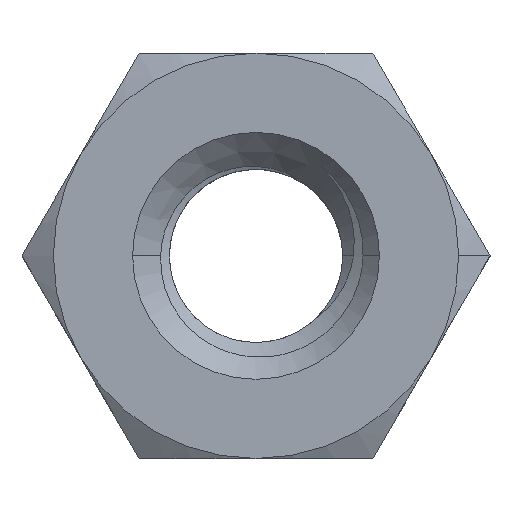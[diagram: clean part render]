
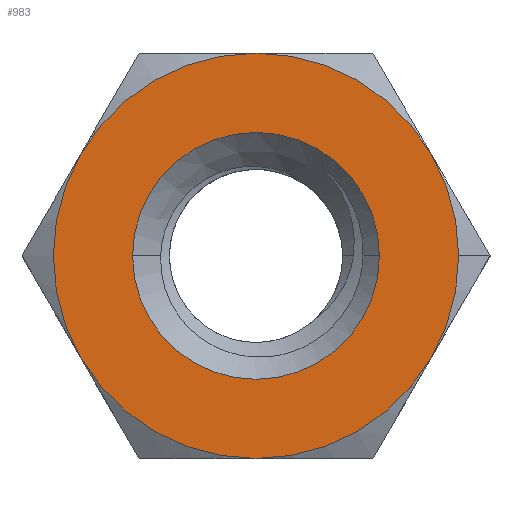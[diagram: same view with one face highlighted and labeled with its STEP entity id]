
A CAD part, top view. The second image highlights one B-rep face of the part: STEP entity #983.
In plain terms, the highlighted planar face has unit normal (0, 0, 1).
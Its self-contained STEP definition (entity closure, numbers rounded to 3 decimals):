
#107=VERTEX_POINT('NONE',#108);
#108=CARTESIAN_POINT('',(-1.675,0.,2.4));
#114=EDGE_CURVE('NONE',#107,#115,#117,.F.);
#115=VERTEX_POINT('NONE',#116);
#116=CARTESIAN_POINT('',(1.675,0.0,2.4));
#117=CIRCLE('',#118,1.675);
#118=AXIS2_PLACEMENT_3D('',#119,#120,#121);
#119=CARTESIAN_POINT('',(0.0,0.0,2.4));
#120=DIRECTION('',(0.0,0.0,-1.0));
#121=DIRECTION('',(1.0,0.0,0.0));
#197=EDGE_CURVE('NONE',#115,#107,#198,.F.);
#198=CIRCLE('',#199,1.675);
#199=AXIS2_PLACEMENT_3D('',#200,#201,#202);
#200=CARTESIAN_POINT('',(0.0,0.0,2.4));
#201=DIRECTION('',(0.0,0.0,-1.0));
#202=DIRECTION('',(1.0,0.0,0.0));
#246=EDGE_CURVE('NONE',#247,#249,#251,.F.);
#247=VERTEX_POINT('NONE',#248);
#248=CARTESIAN_POINT('',(2.382,1.375,2.4));
#249=VERTEX_POINT('NONE',#250);
#250=CARTESIAN_POINT('',(2.75,0.0,2.4));
#251=CIRCLE('',#252,2.75);
#252=AXIS2_PLACEMENT_3D('',#253,#254,#255);
#253=CARTESIAN_POINT('',(0.0,0.0,2.4));
#254=DIRECTION('',(0.0,0.0,1.0));
#255=DIRECTION('',(1.0,0.0,0.0));
#585=VERTEX_POINT('NONE',#586);
#586=CARTESIAN_POINT('',(2.382,-1.375,2.4));
#698=VERTEX_POINT('NONE',#699);
#699=CARTESIAN_POINT('',(0.,2.75,2.4));
#745=VERTEX_POINT('NONE',#746);
#746=CARTESIAN_POINT('',(-2.382,1.375,2.4));
#800=VERTEX_POINT('NONE',#801);
#801=CARTESIAN_POINT('',(-2.382,-1.375,2.4));
#848=VERTEX_POINT('NONE',#849);
#849=CARTESIAN_POINT('',(0.,-2.75,2.4));
#886=EDGE_CURVE('NONE',#249,#585,#887,.F.);
#887=CIRCLE('',#888,2.75);
#888=AXIS2_PLACEMENT_3D('',#889,#890,#891);
#889=CARTESIAN_POINT('',(0.0,0.0,2.4));
#890=DIRECTION('',(0.0,0.0,1.0));
#891=DIRECTION('',(1.0,0.0,0.0));
#903=EDGE_CURVE('NONE',#585,#848,#904,.F.);
#904=CIRCLE('',#905,2.75);
#905=AXIS2_PLACEMENT_3D('',#906,#907,#908);
#906=CARTESIAN_POINT('',(0.0,0.0,2.4));
#907=DIRECTION('',(0.0,0.0,1.0));
#908=DIRECTION('',(1.0,0.0,0.0));
#921=EDGE_CURVE('NONE',#848,#800,#922,.F.);
#922=CIRCLE('',#923,2.75);
#923=AXIS2_PLACEMENT_3D('',#924,#925,#926);
#924=CARTESIAN_POINT('',(0.0,0.0,2.4));
#925=DIRECTION('',(0.0,0.0,1.0));
#926=DIRECTION('',(1.0,0.0,0.0));
#938=EDGE_CURVE('NONE',#800,#745,#939,.F.);
#939=CIRCLE('',#940,2.75);
#940=AXIS2_PLACEMENT_3D('',#941,#942,#943);
#941=CARTESIAN_POINT('',(0.0,0.0,2.4));
#942=DIRECTION('',(0.0,0.0,1.0));
#943=DIRECTION('',(1.0,0.0,0.0));
#955=EDGE_CURVE('NONE',#745,#698,#956,.F.);
#956=CIRCLE('',#957,2.75);
#957=AXIS2_PLACEMENT_3D('',#958,#959,#960);
#958=CARTESIAN_POINT('',(0.0,0.0,2.4));
#959=DIRECTION('',(0.0,0.0,1.0));
#960=DIRECTION('',(1.0,0.0,0.0));
#972=EDGE_CURVE('NONE',#698,#247,#973,.F.);
#973=CIRCLE('',#974,2.75);
#974=AXIS2_PLACEMENT_3D('',#975,#976,#977);
#975=CARTESIAN_POINT('',(0.0,0.0,2.4));
#976=DIRECTION('',(0.0,0.0,1.0));
#977=DIRECTION('',(1.0,0.0,0.0));
#983=ADVANCED_FACE('NONE',(#984,#988),#997,.T.);
#984=FACE_BOUND('NONE',#985,.T.);
#985=EDGE_LOOP('',(#986,#987));
#986=ORIENTED_EDGE('',*,*,#114,.F.);
#987=ORIENTED_EDGE('',*,*,#197,.F.);
#988=FACE_BOUND('NONE',#989,.T.);
#989=EDGE_LOOP('',(#990,#991,#992,#993,#994,#995,#996));
#990=ORIENTED_EDGE('',*,*,#886,.F.);
#991=ORIENTED_EDGE('',*,*,#246,.F.);
#992=ORIENTED_EDGE('',*,*,#972,.F.);
#993=ORIENTED_EDGE('',*,*,#955,.F.);
#994=ORIENTED_EDGE('',*,*,#938,.F.);
#995=ORIENTED_EDGE('',*,*,#921,.F.);
#996=ORIENTED_EDGE('',*,*,#903,.F.);
#997=PLANE('',#998);
#998=AXIS2_PLACEMENT_3D('',#999,#1000,#1001);
#999=CARTESIAN_POINT('',(0.0,0.0,2.4));
#1000=DIRECTION('',(0.0,0.0,1.0));
#1001=DIRECTION('',(1.0,0.0,0.0));
